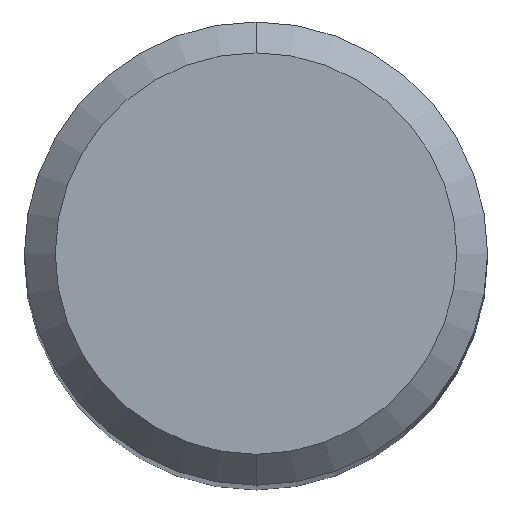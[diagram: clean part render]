
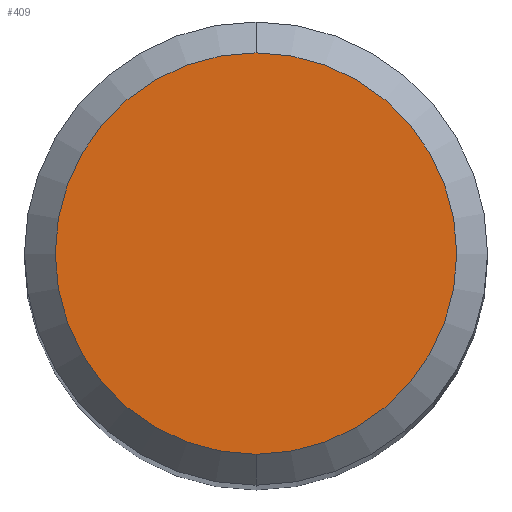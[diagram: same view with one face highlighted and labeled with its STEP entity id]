
A CAD part, top view. The second image highlights one B-rep face of the part: STEP entity #409.
In plain terms, the highlighted planar face has unit normal (0, 0, 1).
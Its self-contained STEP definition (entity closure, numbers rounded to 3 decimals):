
#179=VERTEX_POINT('',#486);
#401=EDGE_CURVE('',#179,#463,#732,.T.);
#409=ADVANCED_FACE('',(#741),#742,.T.);
#445=EDGE_CURVE('',#463,#179,#781,.T.);
#463=VERTEX_POINT('',#800);
#486=CARTESIAN_POINT('',(0.0,2.6,0.0));
#732=CIRCLE('',#1278,2.6);
#741=FACE_OUTER_BOUND('',#1287,.T.);
#742=PLANE('',#1288);
#781=CIRCLE('',#1392,2.6);
#800=CARTESIAN_POINT('',(0.,-2.6,0.0));
#1278=AXIS2_PLACEMENT_3D('',#1718,#1719,#1720);
#1287=EDGE_LOOP('',(#1734,#1735));
#1288=AXIS2_PLACEMENT_3D('',#1736,#1737,#1738);
#1392=AXIS2_PLACEMENT_3D('',#1788,#1789,#1790);
#1718=CARTESIAN_POINT('',(0.0,0.0,0.0));
#1719=DIRECTION('',(0.0,0.0,-1.0));
#1720=DIRECTION('',(0.0,1.0,0.0));
#1734=ORIENTED_EDGE('',*,*,#401,.F.);
#1735=ORIENTED_EDGE('',*,*,#445,.F.);
#1736=CARTESIAN_POINT('',(0.0,1.3,0.0));
#1737=DIRECTION('',(-0.0,0.0,1.0));
#1738=DIRECTION('',(0.0,-1.0,0.0));
#1788=CARTESIAN_POINT('',(0.0,0.0,0.0));
#1789=DIRECTION('',(0.0,0.0,-1.0));
#1790=DIRECTION('',(0.0,1.0,0.0));
